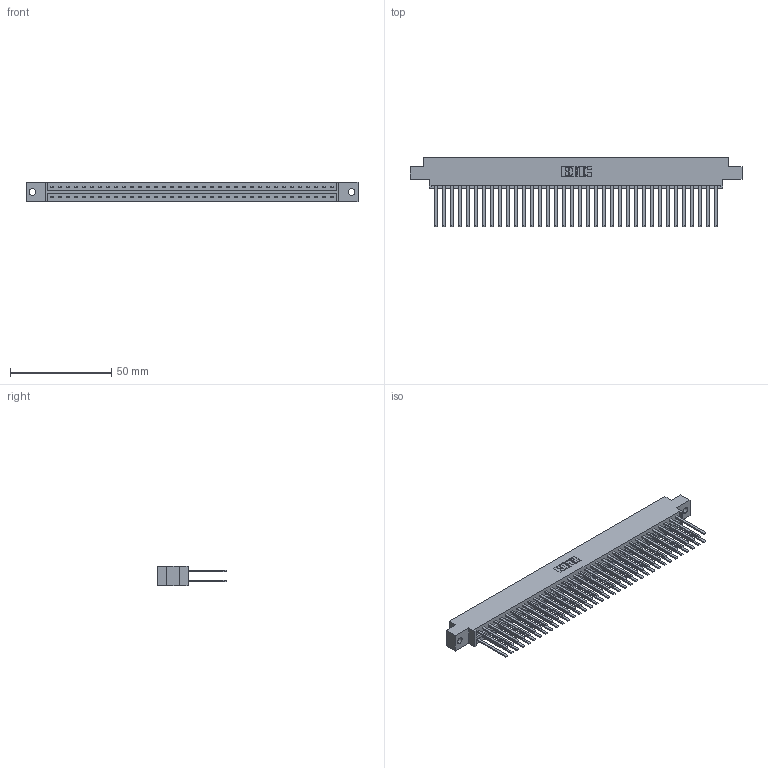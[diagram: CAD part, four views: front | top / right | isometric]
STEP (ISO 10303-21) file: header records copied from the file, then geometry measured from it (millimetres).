
FILE_DESCRIPTION (( 'STEP AP203' ), '1' );
FILE_NAME ('833-072-544-802.STEP', '2020-06-05T14:37:29', ( '' ), ( '' ), 'SwSTEP 2.0', 'SolidWorks 2020', '' );
FILE_SCHEMA (( 'CONFIG_CONTROL_DESIGN' ));
Length unit declared in the file: inch
Products named in the file (3): 833-072-544-802; 833 Part_Offset - .128 Dia; 345-292-001_345-293-144
Assembly tree (73 placements, depth 2):
  833-072-544-802
    833 Part_Offset - .128 Dia
    345-292-001_345-293-144  x72
Bounding box: 164.19 x 34.3 x 9.4 mm (x, y, z)
Volume: 17451.1 mm3; surface area: 23764.3 mm2
Topology: 73 solids, 73 shells, 3430 faces, 10187 edges, 6694 vertices
Faces by surface type: plane 2378, cylinder 1052
Entity records: 23887 total; most frequent: CARTESIAN_POINT 3966, ORIENTED_EDGE 3902, DIRECTION 3395, EDGE_CURVE 1951, LINE 1827, VECTOR 1827, VERTEX_POINT 1298, AXIS2_PLACEMENT_3D 784
